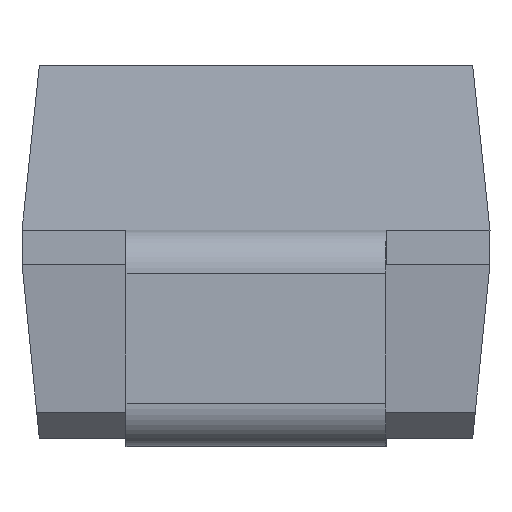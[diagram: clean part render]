
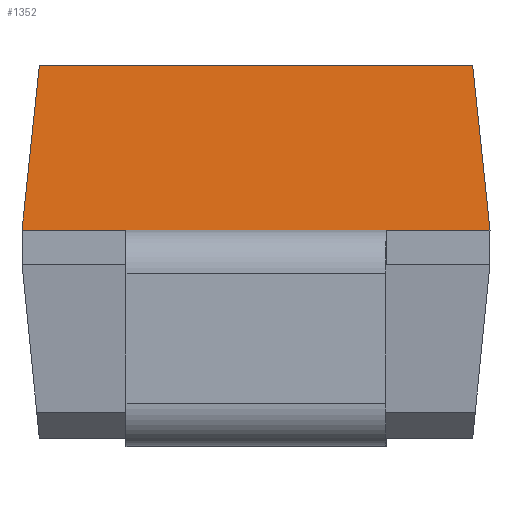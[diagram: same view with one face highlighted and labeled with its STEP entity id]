
A CAD part, left-side view. The second image highlights one B-rep face of the part: STEP entity #1352.
In plain terms, the highlighted planar face has unit normal (-0.995, 0, 0.105).
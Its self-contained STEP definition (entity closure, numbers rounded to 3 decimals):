
#15 = CARTESIAN_POINT ( 'NONE',  ( -2.15, -0.75, 1.2 ) ) ;
#30 = DIRECTION ( 'NONE',  ( 0., -1., 0. ) ) ;
#52 = EDGE_CURVE ( 'NONE', #533, #2019, #89, .T. ) ;
#88 = CARTESIAN_POINT ( 'NONE',  ( -2.05, -1.25, 2.15 ) ) ;
#89 = LINE ( 'NONE', #1125, #967 ) ;
#148 = VECTOR ( 'NONE', #1779, 1000. ) ;
#195 = CARTESIAN_POINT ( 'NONE',  ( -2.15, -1.35, 1.2 ) ) ;
#225 = EDGE_LOOP ( 'NONE', ( #1696, #1004, #1632, #1559, #2168, #1500 ) ) ;
#240 = CARTESIAN_POINT ( 'NONE',  ( -2.15, 0.75, 1.2 ) ) ;
#295 = VERTEX_POINT ( 'NONE', #1198 ) ;
#335 = DIRECTION ( 'NONE',  ( -0.995, 0., 0.105 ) ) ;
#380 = VECTOR ( 'NONE', #1919, 1000. ) ;
#385 = CARTESIAN_POINT ( 'NONE',  ( -2.15, -1.35, 1.2 ) ) ;
#421 = DIRECTION ( 'NONE',  ( -0.104, 0.104, -0.989 ) ) ;
#533 = VERTEX_POINT ( 'NONE', #1583 ) ;
#546 = EDGE_CURVE ( 'NONE', #2078, #1530, #2032, .T. ) ;
#572 = FACE_OUTER_BOUND ( 'NONE', #225, .T. ) ;
#632 = CARTESIAN_POINT ( 'NONE',  ( -2.15, -1.35, 1.2 ) ) ;
#664 = VECTOR ( 'NONE', #30, 1000. ) ;
#685 = PLANE ( 'NONE',  #1538 ) ;
#701 = EDGE_CURVE ( 'NONE', #295, #2159, #1482, .T. ) ;
#766 = LINE ( 'NONE', #632, #2097 ) ;
#967 = VECTOR ( 'NONE', #421, 1000. ) ;
#1004 = ORIENTED_EDGE ( 'NONE', *, *, #2129, .T. ) ;
#1094 = CARTESIAN_POINT ( 'NONE',  ( -2.15, 1.35, 1.2 ) ) ;
#1125 = CARTESIAN_POINT ( 'NONE',  ( -2.05, 1.25, 2.15 ) ) ;
#1198 = CARTESIAN_POINT ( 'NONE',  ( -2.15, -1.35, 1.2 ) ) ;
#1230 = CARTESIAN_POINT ( 'NONE',  ( -2.05, -1.25, 2.15 ) ) ;
#1283 = CARTESIAN_POINT ( 'NONE',  ( -2.15, -1.35, 1.2 ) ) ;
#1305 = LINE ( 'NONE', #1230, #380 ) ;
#1352 = ADVANCED_FACE ( 'NONE', ( #572 ), #685, .T. ) ;
#1368 = CARTESIAN_POINT ( 'NONE',  ( -2.15, -1.35, 1.2 ) ) ;
#1482 = LINE ( 'NONE', #1283, #148 ) ;
#1484 = DIRECTION ( 'NONE',  ( 0., -1., 0. ) ) ;
#1500 = ORIENTED_EDGE ( 'NONE', *, *, #1932, .T. ) ;
#1501 = EDGE_CURVE ( 'NONE', #533, #2159, #1305, .T. ) ;
#1530 = VERTEX_POINT ( 'NONE', #15 ) ;
#1538 = AXIS2_PLACEMENT_3D ( 'NONE', #1368, #335, #1545 ) ;
#1545 = DIRECTION ( 'NONE',  ( 0.105, 0., 0.995 ) ) ;
#1559 = ORIENTED_EDGE ( 'NONE', *, *, #1501, .F. ) ;
#1561 = VECTOR ( 'NONE', #2115, 1000. ) ;
#1573 = LINE ( 'NONE', #385, #664 ) ;
#1583 = CARTESIAN_POINT ( 'NONE',  ( -2.05, 1.25, 2.15 ) ) ;
#1632 = ORIENTED_EDGE ( 'NONE', *, *, #701, .T. ) ;
#1696 = ORIENTED_EDGE ( 'NONE', *, *, #546, .T. ) ;
#1779 = DIRECTION ( 'NONE',  ( 0.104, 0.104, 0.989 ) ) ;
#1919 = DIRECTION ( 'NONE',  ( 0., -1., 0. ) ) ;
#1932 = EDGE_CURVE ( 'NONE', #2019, #2078, #1573, .T. ) ;
#2019 = VERTEX_POINT ( 'NONE', #1094 ) ;
#2032 = LINE ( 'NONE', #195, #1561 ) ;
#2078 = VERTEX_POINT ( 'NONE', #240 ) ;
#2097 = VECTOR ( 'NONE', #1484, 1000. ) ;
#2115 = DIRECTION ( 'NONE',  ( 0., -1., 0. ) ) ;
#2129 = EDGE_CURVE ( 'NONE', #1530, #295, #766, .T. ) ;
#2159 = VERTEX_POINT ( 'NONE', #88 ) ;
#2168 = ORIENTED_EDGE ( 'NONE', *, *, #52, .T. ) ;
